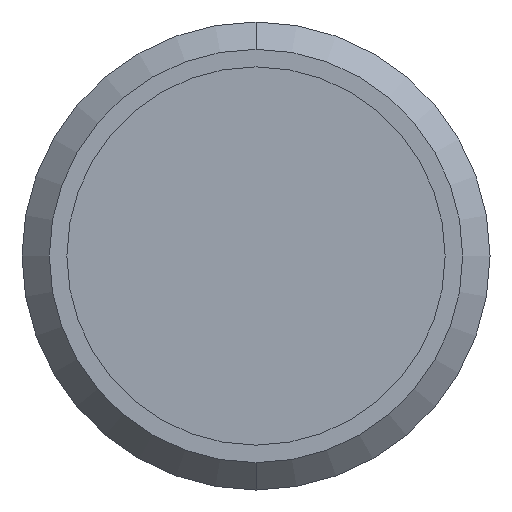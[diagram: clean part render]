
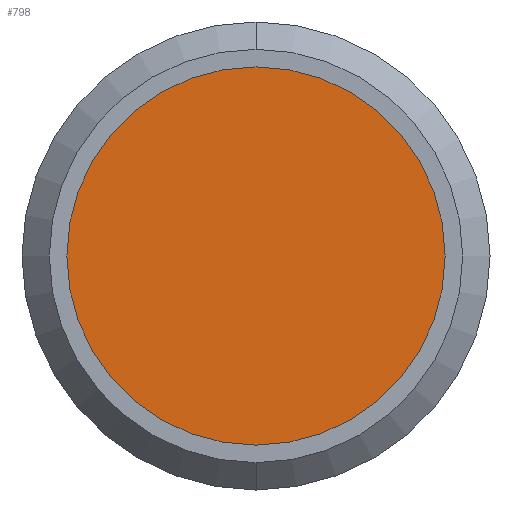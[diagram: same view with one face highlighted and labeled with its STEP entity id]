
A CAD part, front view. The second image highlights one B-rep face of the part: STEP entity #798.
In plain terms, the highlighted planar face has unit normal (0, -1, 0).
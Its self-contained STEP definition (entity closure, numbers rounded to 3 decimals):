
#798=ADVANCED_FACE('',(#1627),#1628,.T.);
#1627=FACE_OUTER_BOUND('',#2472,.T.);
#1628=PLANE('',#2473);
#2472=EDGE_LOOP('',(#4630,#4631));
#2473=AXIS2_PLACEMENT_3D('',#4632,#4633,#4634);
#4630=ORIENTED_EDGE('',*,*,#4860,.T.);
#4631=ORIENTED_EDGE('',*,*,#5628,.T.);
#4632=CARTESIAN_POINT('',(0.0,-0.01,2.425));
#4633=DIRECTION('',(0.0,-1.0,0.0));
#4634=DIRECTION('',(0.0,0.0,1.0));
#4860=EDGE_CURVE('',#5753,#5757,#5759,.T.);
#5628=EDGE_CURVE('',#5757,#5753,#6810,.T.);
#5753=VERTEX_POINT('',#7167);
#5757=VERTEX_POINT('',#7172);
#5759=CIRCLE('',#7175,4.85);
#6810=CIRCLE('',#8976,4.85);
#7167=CARTESIAN_POINT('',(0.0,-0.01,4.85));
#7172=CARTESIAN_POINT('',(0.,-0.01,-4.85));
#7175=AXIS2_PLACEMENT_3D('',#9146,#9147,#9148);
#8976=AXIS2_PLACEMENT_3D('',#10151,#10152,#10153);
#9146=CARTESIAN_POINT('',(0.0,-0.01,0.0));
#9147=DIRECTION('',(0.0,-1.0,0.0));
#9148=DIRECTION('',(0.0,0.0,1.0));
#10151=CARTESIAN_POINT('',(0.0,-0.01,0.0));
#10152=DIRECTION('',(0.0,-1.0,0.0));
#10153=DIRECTION('',(0.0,0.0,1.0));
